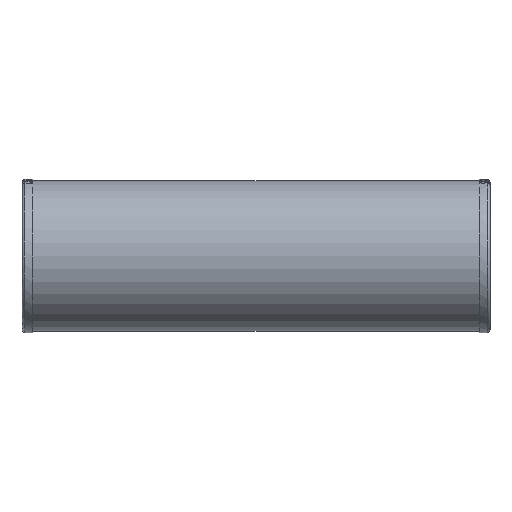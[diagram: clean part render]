
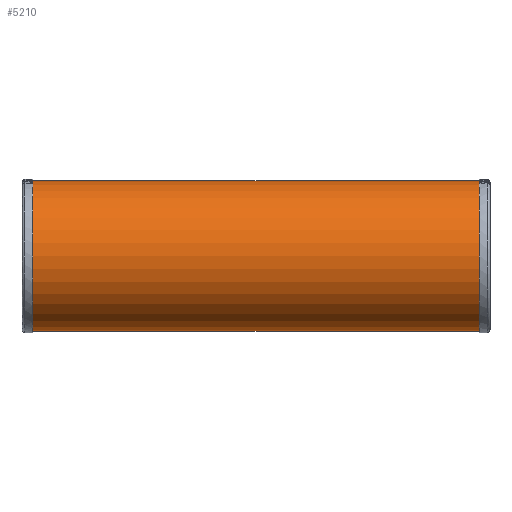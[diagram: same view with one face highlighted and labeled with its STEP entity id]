
A CAD part, front view. The second image highlights one B-rep face of the part: STEP entity #5210.
In plain terms, the highlighted cylindrical face has radius 39.726 mm (diameter 79.451 mm), a full revolution.
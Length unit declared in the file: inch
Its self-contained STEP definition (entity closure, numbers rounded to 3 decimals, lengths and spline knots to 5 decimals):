
#41=CYLINDRICAL_SURFACE('',#5439,1.564);
#925=FACE_BOUND('',#1499,.T.);
#1204=FACE_OUTER_BOUND('',#1498,.T.);
#1498=EDGE_LOOP('',(#4919));
#1499=EDGE_LOOP('',(#4920));
#1623=CIRCLE('',#5438,1.564);
#1624=CIRCLE('',#5440,1.564);
#2529=VERTEX_POINT('',#12387);
#2530=VERTEX_POINT('',#12390);
#3329=EDGE_CURVE('',#2529,#2529,#1623,.T.);
#3330=EDGE_CURVE('',#2530,#2530,#1624,.T.);
#4919=ORIENTED_EDGE('',*,*,#3330,.F.);
#4920=ORIENTED_EDGE('',*,*,#3329,.T.);
#5210=ADVANCED_FACE('',(#1204,#925),#41,.T.);
#5438=AXIS2_PLACEMENT_3D('',#12388,#6187,#6188);
#5439=AXIS2_PLACEMENT_3D('',#12389,#6189,#6190);
#5440=AXIS2_PLACEMENT_3D('',#12391,#6191,#6192);
#6187=DIRECTION('center_axis',(1.,0.,0.));
#6188=DIRECTION('ref_axis',(0.,1.,0.));
#6189=DIRECTION('center_axis',(1.,0.,0.));
#6190=DIRECTION('ref_axis',(0.,1.,0.));
#6191=DIRECTION('center_axis',(1.,0.,0.));
#6192=DIRECTION('ref_axis',(0.,1.,0.));
#12387=CARTESIAN_POINT('',(0.21875,1.564,0.));
#12388=CARTESIAN_POINT('Origin',(0.21875,0.,0.));
#12389=CARTESIAN_POINT('Origin',(4.86,0.,0.));
#12390=CARTESIAN_POINT('',(9.50125,1.564,0.));
#12391=CARTESIAN_POINT('Origin',(9.50125,0.,0.));
